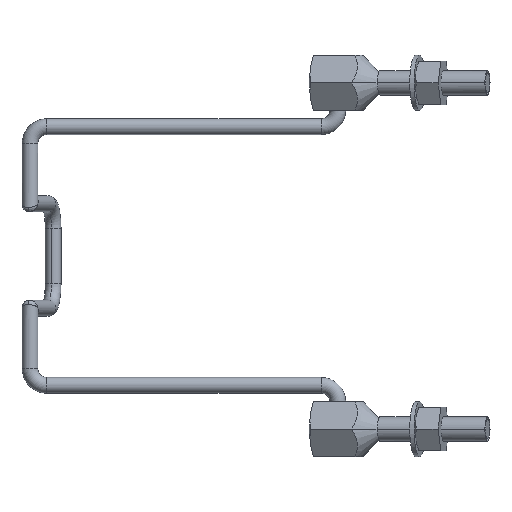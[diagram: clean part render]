
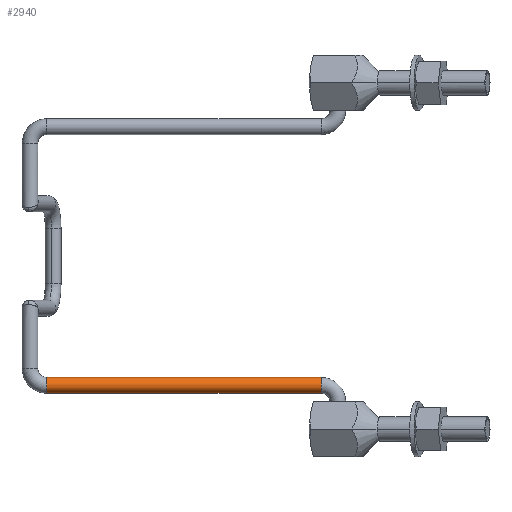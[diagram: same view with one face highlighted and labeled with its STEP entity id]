
A CAD part, front view. The second image highlights one B-rep face of the part: STEP entity #2940.
In plain terms, the highlighted cylindrical face has radius 0.914 mm (diameter 1.829 mm), a partial arc.
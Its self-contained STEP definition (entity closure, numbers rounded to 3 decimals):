
#257 = DIRECTION ( 'NONE',  ( -1., 0., 0. ) ) ;
#370 = EDGE_CURVE ( 'NONE', #1493, #3955, #2678, .T. ) ;
#498 = CYLINDRICAL_SURFACE ( 'NONE', #1749, 0.914 ) ;
#635 = EDGE_CURVE ( 'NONE', #4644, #2050, #3323, .T. ) ;
#669 = VECTOR ( 'NONE', #257, 1000. ) ;
#691 = EDGE_CURVE ( 'NONE', #4644, #1493, #1858, .T. ) ;
#829 = DIRECTION ( 'NONE',  ( 1., 0., 0. ) ) ;
#834 = VECTOR ( 'NONE', #4529, 1000. ) ;
#928 = DIRECTION ( 'NONE',  ( 0., 0., 1. ) ) ;
#946 = ORIENTED_EDGE ( 'NONE', *, *, #691, .F. ) ;
#1263 = CIRCLE ( 'NONE', #1692, 0.914 ) ;
#1422 = EDGE_LOOP ( 'NONE', ( #4877, #2210, #5114, #946 ) ) ;
#1493 = VERTEX_POINT ( 'NONE', #3197 ) ;
#1557 = CARTESIAN_POINT ( 'NONE',  ( -2.845, 0., -14.03 ) ) ;
#1692 = AXIS2_PLACEMENT_3D ( 'NONE', #4464, #829, #4514 ) ;
#1749 = AXIS2_PLACEMENT_3D ( 'NONE', #2864, #3665, #2549 ) ;
#1858 = CIRCLE ( 'NONE', #4823, 0.914 ) ;
#2050 = VERTEX_POINT ( 'NONE', #2548 ) ;
#2210 = ORIENTED_EDGE ( 'NONE', *, *, #2555, .T. ) ;
#2548 = CARTESIAN_POINT ( 'NONE',  ( -34.544, 0., -14.03 ) ) ;
#2549 = DIRECTION ( 'NONE',  ( 0., 0., -1. ) ) ;
#2555 = EDGE_CURVE ( 'NONE', #2050, #3955, #1263, .T. ) ;
#2678 = LINE ( 'NONE', #5168, #669 ) ;
#2864 = CARTESIAN_POINT ( 'NONE',  ( -2.845, 0., -14.944 ) ) ;
#2940 = ADVANCED_FACE ( 'NONE', ( #3268 ), #498, .T. ) ;
#3197 = CARTESIAN_POINT ( 'NONE',  ( -2.845, 0., -15.859 ) ) ;
#3268 = FACE_OUTER_BOUND ( 'NONE', #1422, .T. ) ;
#3323 = LINE ( 'NONE', #4902, #834 ) ;
#3665 = DIRECTION ( 'NONE',  ( 1., 0., 0. ) ) ;
#3955 = VERTEX_POINT ( 'NONE', #4994 ) ;
#4110 = DIRECTION ( 'NONE',  ( 1., 0., 0. ) ) ;
#4464 = CARTESIAN_POINT ( 'NONE',  ( -34.544, 0., -14.944 ) ) ;
#4514 = DIRECTION ( 'NONE',  ( 0., 0., 1. ) ) ;
#4529 = DIRECTION ( 'NONE',  ( -1., 0., 0. ) ) ;
#4644 = VERTEX_POINT ( 'NONE', #1557 ) ;
#4823 = AXIS2_PLACEMENT_3D ( 'NONE', #4855, #4110, #928 ) ;
#4855 = CARTESIAN_POINT ( 'NONE',  ( -2.845, 0., -14.944 ) ) ;
#4877 = ORIENTED_EDGE ( 'NONE', *, *, #635, .T. ) ;
#4902 = CARTESIAN_POINT ( 'NONE',  ( -2.845, 0., -14.03 ) ) ;
#4994 = CARTESIAN_POINT ( 'NONE',  ( -34.544, 0., -15.859 ) ) ;
#5114 = ORIENTED_EDGE ( 'NONE', *, *, #370, .F. ) ;
#5168 = CARTESIAN_POINT ( 'NONE',  ( -2.845, 0., -15.859 ) ) ;
